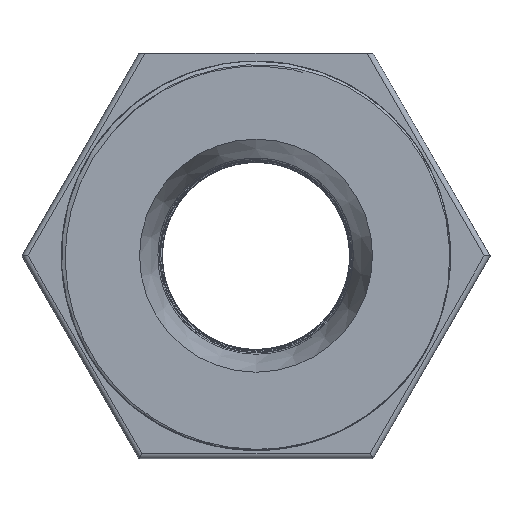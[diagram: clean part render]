
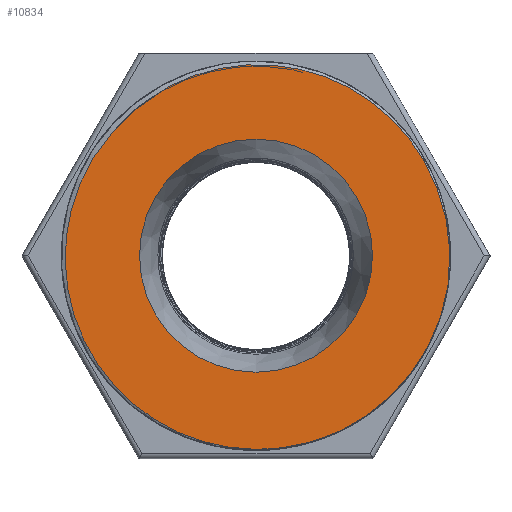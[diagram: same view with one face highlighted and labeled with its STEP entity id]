
A CAD part, top view. The second image highlights one B-rep face of the part: STEP entity #10834.
In plain terms, the highlighted planar face has unit normal (0, 0, 1).
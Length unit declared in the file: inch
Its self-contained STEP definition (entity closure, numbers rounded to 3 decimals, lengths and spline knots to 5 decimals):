
#2103=CARTESIAN_POINT('',(-0.88086,0.76815,1.375));
#2104=VERTEX_POINT('',#2103);
#2105=CARTESIAN_POINT('',(0.53375,-1.07476,1.375));
#2106=VERTEX_POINT('',#2105);
#2107=CARTESIAN_POINT('',(-0.88078,0.76809,1.375));
#2108=CARTESIAN_POINT('',(-0.94834,0.6921,1.375));
#2109=CARTESIAN_POINT('',(-1.00573,0.60792,1.375));
#2110=CARTESIAN_POINT('',(-1.05131,0.51756,1.375));
#2111=CARTESIAN_POINT('',(-1.13235,0.35689,1.375));
#2112=CARTESIAN_POINT('',(-1.17567,0.17694,1.375));
#2113=CARTESIAN_POINT('',(-1.17702,-0.00334,1.375));
#2114=CARTESIAN_POINT('',(-1.17713,-0.01806,1.375));
#2115=CARTESIAN_POINT('',(-1.17696,-0.03279,1.375));
#2116=CARTESIAN_POINT('',(-1.1765,-0.04753,1.375));
#2117=CARTESIAN_POINT('',(-1.17048,-0.24359,1.375));
#2118=CARTESIAN_POINT('',(-1.11456,-0.43747,1.375));
#2119=CARTESIAN_POINT('',(-1.01585,-0.60648,1.375));
#2120=CARTESIAN_POINT('',(-0.91663,-0.77638,1.375));
#2121=CARTESIAN_POINT('',(-0.77394,-0.92107,1.375));
#2122=CARTESIAN_POINT('',(-0.60583,-1.02282,1.375));
#2123=CARTESIAN_POINT('',(-0.43694,-1.12505,1.375));
#2124=CARTESIAN_POINT('',(-0.24154,-1.18448,1.375));
#2125=CARTESIAN_POINT('',(-0.04405,-1.19364,1.375));
#2126=CARTESIAN_POINT('',(0.15389,-1.20282,1.375));
#2127=CARTESIAN_POINT('',(0.35479,-1.16153,1.375));
#2128=CARTESIAN_POINT('',(0.53375,-1.07476,1.375));
#2129=B_SPLINE_CURVE_WITH_KNOTS('',3,(#2107,#2108,#2109,#2110,#2111,#2112,#2113,#2114,#2115,#2116,#2117,#2118,#2119,#2120,#2121,#2122,#2123,#2124,#2125,#2126,#2127,#2128),.UNSPECIFIED.,.F.,.U.,(4,3,3,3,3,3,3,4),(0.0,0.77462,2.1519,2.26434,3.76066,5.26489,6.77614,8.29088),.UNSPECIFIED.);
#2130=EDGE_CURVE('',#2104,#2106,#2129,.T.);
#4229=CARTESIAN_POINT('',(1.13739,-0.38255,1.375));
#4230=VERTEX_POINT('',#4229);
#4231=CARTESIAN_POINT('',(1.13729,-0.38252,1.375));
#4232=CARTESIAN_POINT('',(1.16911,-0.28483,1.375));
#4233=CARTESIAN_POINT('',(1.1884,-0.18372,1.375));
#4234=CARTESIAN_POINT('',(1.1944,-0.08164,1.375));
#4235=CARTESIAN_POINT('',(1.20516,0.10126,1.375));
#4236=CARTESIAN_POINT('',(1.17301,0.28697,1.375));
#4237=CARTESIAN_POINT('',(1.1013,0.45591,1.375));
#4238=CARTESIAN_POINT('',(1.09544,0.46972,1.375));
#4239=CARTESIAN_POINT('',(1.08931,0.48343,1.375));
#4240=CARTESIAN_POINT('',(1.08291,0.49702,1.375));
#4241=CARTESIAN_POINT('',(0.99868,0.67602,1.375));
#4242=CARTESIAN_POINT('',(0.86926,0.83311,1.375));
#4243=CARTESIAN_POINT('',(0.71005,0.94977,1.375));
#4244=CARTESIAN_POINT('',(0.5515,1.06596,1.375));
#4245=CARTESIAN_POINT('',(0.36322,1.14188,1.375));
#4246=CARTESIAN_POINT('',(0.16871,1.16806,1.375));
#4247=CARTESIAN_POINT('',(-0.02489,1.19412,1.375));
#4248=CARTESIAN_POINT('',(-0.22567,1.17103,1.375));
#4249=CARTESIAN_POINT('',(-0.40838,1.10124,1.375));
#4250=CARTESIAN_POINT('',(-0.5898,1.03195,1.375));
#4251=CARTESIAN_POINT('',(-0.7542,0.91629,1.375));
#4252=CARTESIAN_POINT('',(-0.88086,0.76815,1.375));
#4253=B_SPLINE_CURVE_WITH_KNOTS('',3,(#4231,#4232,#4233,#4234,#4235,#4236,#4237,#4238,#4239,#4240,#4241,#4242,#4243,#4244,#4245,#4246,#4247,#4248,#4249,#4250,#4251,#4252),.UNSPECIFIED.,.F.,.U.,(4,3,3,3,3,3,3,4),(0.0,0.78277,2.1853,2.29995,3.80963,5.31316,6.80964,8.29554),.UNSPECIFIED.);
#4254=EDGE_CURVE('',#4230,#2104,#4253,.T.);
#5318=CARTESIAN_POINT('',(0.0,0.0,1.375));
#5319=DIRECTION('',(0.0,0.0,1.0));
#5320=DIRECTION('',(-1.0,0.0,0.0));
#5321=AXIS2_PLACEMENT_3D('',#5318,#5319,#5320);
#5322=CIRCLE('',#5321,1.2);
#5323=EDGE_CURVE('',#2106,#4230,#5322,.T.);
#10797=CARTESIAN_POINT('',(0.0,-0.71875,1.375));
#10798=VERTEX_POINT('',#10797);
#10799=CARTESIAN_POINT('',(0.0,0.,1.375));
#10800=DIRECTION('',(0.0,0.0,-1.0));
#10801=DIRECTION('',(0.0,-1.0,0.0));
#10802=AXIS2_PLACEMENT_3D('',#10799,#10800,#10801);
#10803=CIRCLE('',#10802,0.71875);
#10804=EDGE_CURVE('',#10798,#10798,#10803,.T.);
#10821=CARTESIAN_POINT('',(0.,0.0,1.375));
#10822=DIRECTION('',(0.0,0.0,1.0));
#10823=DIRECTION('',(1.0,0.0,0.0));
#10824=AXIS2_PLACEMENT_3D('',#10821,#10822,#10823);
#10825=PLANE('',#10824);
#10826=ORIENTED_EDGE('',*,*,#2130,.T.);
#10827=ORIENTED_EDGE('',*,*,#5323,.T.);
#10828=ORIENTED_EDGE('',*,*,#4254,.T.);
#10829=EDGE_LOOP('',(#10826,#10827,#10828));
#10830=FACE_OUTER_BOUND('',#10829,.T.);
#10831=ORIENTED_EDGE('',*,*,#10804,.T.);
#10832=EDGE_LOOP('',(#10831));
#10833=FACE_BOUND('',#10832,.T.);
#10834=ADVANCED_FACE('',(#10830,#10833),#10825,.T.);
